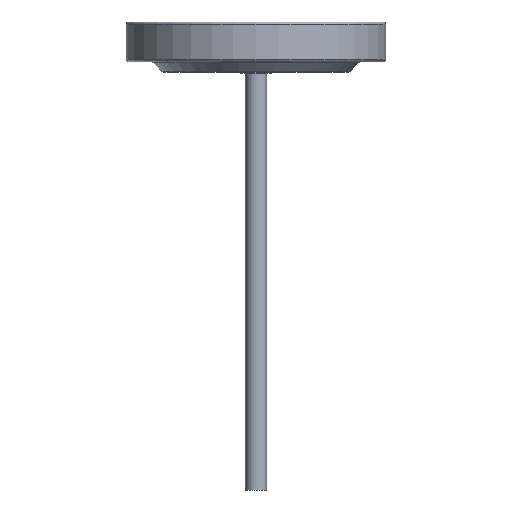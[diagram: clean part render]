
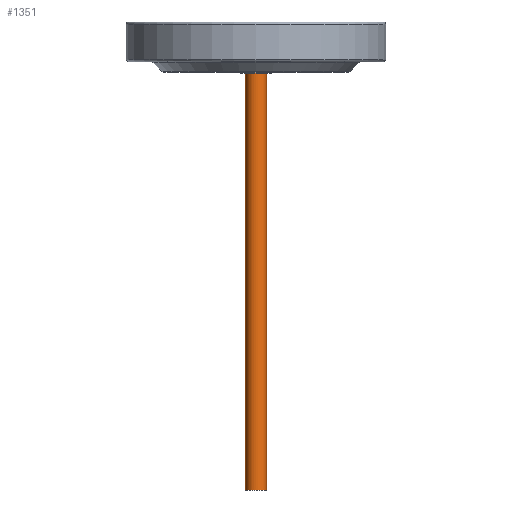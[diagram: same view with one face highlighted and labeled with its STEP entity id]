
A CAD part, front view. The second image highlights one B-rep face of the part: STEP entity #1351.
In plain terms, the highlighted cylindrical face has radius 4.1 mm (diameter 8.2 mm), a partial arc.
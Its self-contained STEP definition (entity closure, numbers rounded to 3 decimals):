
#14 = CARTESIAN_POINT ( 'NONE',  ( -4.1, 0., -20.5 ) ) ;
#25 = CARTESIAN_POINT ( 'NONE',  ( 4.1, 0., -20.5 ) ) ;
#26 = CARTESIAN_POINT ( 'NONE',  ( 4.1, 0., -181. ) ) ;
#127 = VERTEX_POINT ( 'NONE', #26 ) ;
#174 = VERTEX_POINT ( 'NONE', #25 ) ;
#204 = VERTEX_POINT ( 'NONE', #14 ) ;
#205 = EDGE_LOOP ( 'NONE', ( #216, #217, #218, #219 ) ) ;
#216 = ORIENTED_EDGE ( 'NONE', *, *, #1483, .F. ) ;
#217 = ORIENTED_EDGE ( 'NONE', *, *, #1315, .T. ) ;
#218 = ORIENTED_EDGE ( 'NONE', *, *, #1260, .T. ) ;
#219 = ORIENTED_EDGE ( 'NONE', *, *, #1501, .F. ) ;
#370 = AXIS2_PLACEMENT_3D ( 'NONE', #1723, #1724, #1725 ) ;
#388 = LINE ( 'NONE', #948, #391 ) ;
#391 = VECTOR ( 'NONE', #944, 1000. ) ;
#427 = FACE_OUTER_BOUND ( 'NONE', #205, .T. ) ;
#432 = CIRCLE ( 'NONE', #1303, 4.1 ) ;
#438 = CYLINDRICAL_SURFACE ( 'NONE', #1307, 4.1 ) ;
#625 = LINE ( 'NONE', #1678, #635 ) ;
#635 = VECTOR ( 'NONE', #1673, 1000. ) ;
#926 = CARTESIAN_POINT ( 'NONE',  ( -4.1, 0., -181. ) ) ;
#944 = DIRECTION ( 'NONE',  ( 0., 0., -1. ) ) ;
#948 = CARTESIAN_POINT ( 'NONE',  ( -4.1, 0., 0. ) ) ;
#1003 = DIRECTION ( 'NONE',  ( -1., 0., 0. ) ) ;
#1012 = DIRECTION ( 'NONE',  ( 0., 0., -1. ) ) ;
#1013 = CARTESIAN_POINT ( 'NONE',  ( 0., 0., 0. ) ) ;
#1014 = CARTESIAN_POINT ( 'NONE',  ( 0., 0., -20.5 ) ) ;
#1015 = DIRECTION ( 'NONE',  ( 0., 0., -1. ) ) ;
#1016 = DIRECTION ( 'NONE',  ( -1., 0., 0. ) ) ;
#1193 = VERTEX_POINT ( 'NONE', #926 ) ;
#1260 = EDGE_CURVE ( 'NONE', #204, #1193, #388, .T. ) ;
#1303 = AXIS2_PLACEMENT_3D ( 'NONE', #1014, #1015, #1016 ) ;
#1307 = AXIS2_PLACEMENT_3D ( 'NONE', #1013, #1012, #1003 ) ;
#1315 = EDGE_CURVE ( 'NONE', #174, #204, #432, .T. ) ;
#1351 = ADVANCED_FACE ( 'NONE', ( #427 ), #438, .T. ) ;
#1483 = EDGE_CURVE ( 'NONE', #174, #127, #625, .T. ) ;
#1501 = EDGE_CURVE ( 'NONE', #127, #1193, #1536, .T. ) ;
#1536 = CIRCLE ( 'NONE', #370, 4.1 ) ;
#1673 = DIRECTION ( 'NONE',  ( 0., 0., -1. ) ) ;
#1678 = CARTESIAN_POINT ( 'NONE',  ( 4.1, 0., 0. ) ) ;
#1723 = CARTESIAN_POINT ( 'NONE',  ( 0., 0., -181. ) ) ;
#1724 = DIRECTION ( 'NONE',  ( 0., 0., -1. ) ) ;
#1725 = DIRECTION ( 'NONE',  ( -1., 0., 0. ) ) ;
